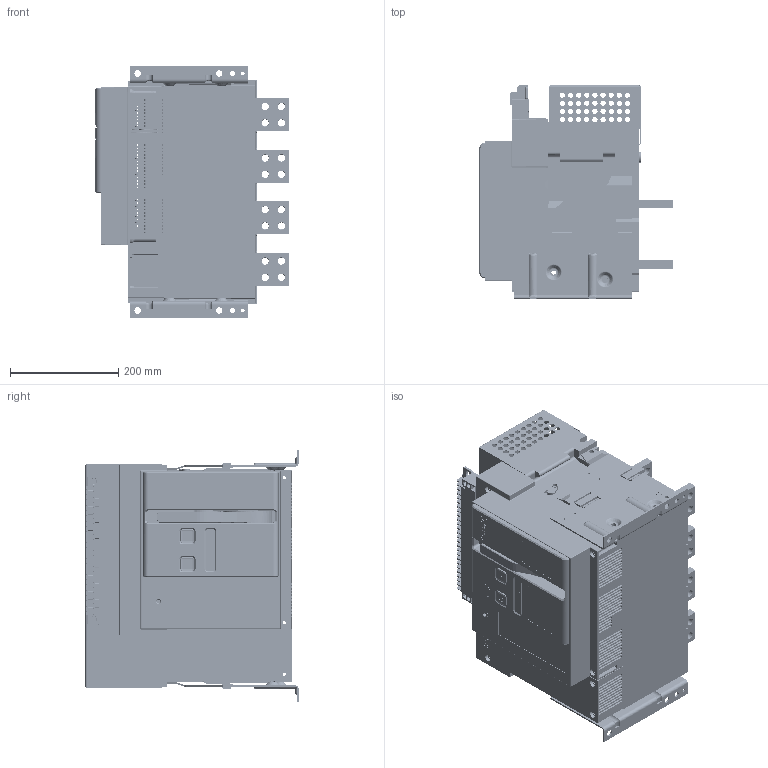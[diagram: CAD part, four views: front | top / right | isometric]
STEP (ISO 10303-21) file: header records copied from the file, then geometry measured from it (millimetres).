
FILE_DESCRIPTION((''),'2;1');
FILE_NAME('22510148P10_ASM_SW0001','2024-09-09T',('zhongyao.huang'),(''),'PRO/ENGINEER BY PARAMETRIC TECHNOLOGY CORPORATION, 2015440','PRO/ENGINEER BY PARAMETRIC TECHNOLOGY CORPORATION, 2015440','');
FILE_SCHEMA(('CONFIG_CONTROL_DESIGN'));
Products named in the file (1): 22510148P10_ASM_SW0001
Bounding box: 357.8 x 393 x 463 mm (x, y, z)
Volume: 20389620.7 mm3; surface area: 2622578.1 mm2
Topology: 2 solids, 11 shells, 6761 faces, 19250 edges, 12623 vertices
Faces by surface type: plane 4379, cylinder 1839, cone 224, torus 139, extrusion 102, bspline 65, sphere 13
Entity records: 235103 total; most frequent: CARTESIAN_POINT 54758, ORIENTED_EDGE 38474, DIRECTION 36305, EDGE_CURVE 19237, VECTOR 14365, LINE 14263, VERTEX_POINT 12623, AXIS2_PLACEMENT_3D 10970
